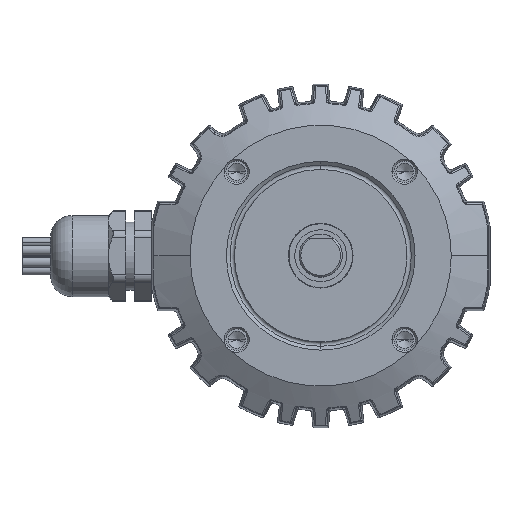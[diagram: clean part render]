
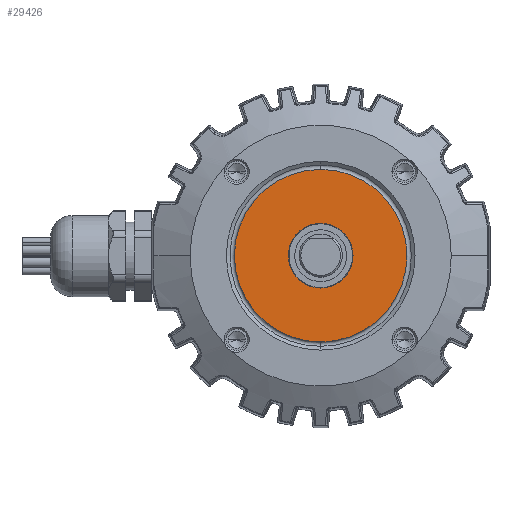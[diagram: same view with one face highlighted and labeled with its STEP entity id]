
A CAD part, top view. The second image highlights one B-rep face of the part: STEP entity #29426.
In plain terms, the highlighted planar face has unit normal (0, 0, 1).
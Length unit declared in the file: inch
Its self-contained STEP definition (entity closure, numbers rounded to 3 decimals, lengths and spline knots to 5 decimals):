
#1412 = CIRCLE ( 'NONE', #9476, 0.99925 ) ;
#1549 = CIRCLE ( 'NONE', #9562, 0.375 ) ;
#1915 = AXIS2_PLACEMENT_3D ( 'NONE', #15261, #15262, #15263 ) ;
#1958 = AXIS2_PLACEMENT_3D ( 'NONE', #15258, #15259, #15260 ) ;
#6367 = CARTESIAN_POINT ( 'NONE',  ( 0., 0.99925, 1.433 ) ) ;
#6373 = CARTESIAN_POINT ( 'NONE',  ( 0., -0.99925, 1.433 ) ) ;
#6689 = DIRECTION ( 'NONE',  ( 0., 0., -1. ) ) ;
#6690 = DIRECTION ( 'NONE',  ( 0., 1., 0. ) ) ;
#9476 = AXIS2_PLACEMENT_3D ( 'NONE', #29051, #6689, #6690 ) ;
#9562 = AXIS2_PLACEMENT_3D ( 'NONE', #17916, #17917, #17918 ) ;
#10860 = CIRCLE ( 'NONE', #1915, 0.375 ) ;
#10861 = CIRCLE ( 'NONE', #1958, 0.99925 ) ;
#11837 = FACE_OUTER_BOUND ( 'NONE', #34287, .T. ) ;
#11859 = FACE_BOUND ( 'NONE', #34271, .T. ) ;
#13856 = CARTESIAN_POINT ( 'NONE',  ( 0., -0.375, 1.433 ) ) ;
#13886 = CARTESIAN_POINT ( 'NONE',  ( 0., 0.375, 1.433 ) ) ;
#15258 = CARTESIAN_POINT ( 'NONE',  ( 0., 0., 1.433 ) ) ;
#15259 = DIRECTION ( 'NONE',  ( 0., 0., -1. ) ) ;
#15260 = DIRECTION ( 'NONE',  ( 0., 1., 0. ) ) ;
#15261 = CARTESIAN_POINT ( 'NONE',  ( 0., 0., 1.433 ) ) ;
#15262 = DIRECTION ( 'NONE',  ( 0., 0., -1. ) ) ;
#15263 = DIRECTION ( 'NONE',  ( 0., 1., 0. ) ) ;
#16328 = CARTESIAN_POINT ( 'NONE',  ( 0., 0., 1.433 ) ) ;
#16336 = PLANE ( 'NONE',  #37649 ) ;
#16338 = DIRECTION ( 'NONE',  ( 0., 0., 1. ) ) ;
#16339 = DIRECTION ( 'NONE',  ( 1., 0., 0. ) ) ;
#17916 = CARTESIAN_POINT ( 'NONE',  ( 0., 0., 1.433 ) ) ;
#17917 = DIRECTION ( 'NONE',  ( 0., 0., -1. ) ) ;
#17918 = DIRECTION ( 'NONE',  ( 0., 1., 0. ) ) ;
#25386 = VERTEX_POINT ( 'NONE', #6373 ) ;
#25392 = VERTEX_POINT ( 'NONE', #6367 ) ;
#29051 = CARTESIAN_POINT ( 'NONE',  ( 0., 0., 1.433 ) ) ;
#29426 = ADVANCED_FACE ( 'NONE', ( #11837, #11859 ), #16336, .T. ) ;
#34271 = EDGE_LOOP ( 'NONE', ( #40864, #40866 ) ) ;
#34287 = EDGE_LOOP ( 'NONE', ( #40861, #40863 ) ) ;
#37649 = AXIS2_PLACEMENT_3D ( 'NONE', #16328, #16338, #16339 ) ;
#38387 = EDGE_CURVE ( 'NONE', #43397, #43374, #1549, .T. ) ;
#38485 = EDGE_CURVE ( 'NONE', #25392, #25386, #1412, .T. ) ;
#40861 = ORIENTED_EDGE ( 'NONE', *, *, #38485, .F. ) ;
#40863 = ORIENTED_EDGE ( 'NONE', *, *, #47722, .F. ) ;
#40864 = ORIENTED_EDGE ( 'NONE', *, *, #38387, .T. ) ;
#40866 = ORIENTED_EDGE ( 'NONE', *, *, #47723, .T. ) ;
#43374 = VERTEX_POINT ( 'NONE', #13856 ) ;
#43397 = VERTEX_POINT ( 'NONE', #13886 ) ;
#47722 = EDGE_CURVE ( 'NONE', #25386, #25392, #10861, .T. ) ;
#47723 = EDGE_CURVE ( 'NONE', #43374, #43397, #10860, .T. ) ;
